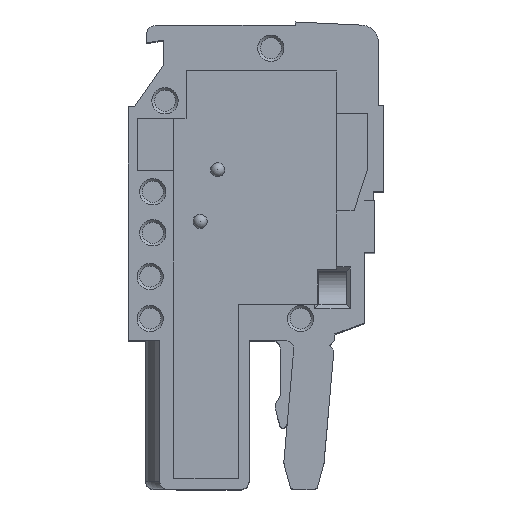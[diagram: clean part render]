
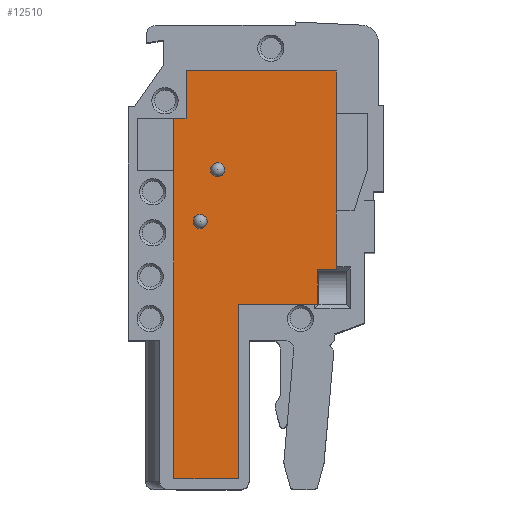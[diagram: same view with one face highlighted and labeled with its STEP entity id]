
A CAD part, top view. The second image highlights one B-rep face of the part: STEP entity #12510.
In plain terms, the highlighted planar face has unit normal (0, 0, 1).
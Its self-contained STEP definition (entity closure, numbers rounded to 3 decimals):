
#882=LINE('',#19408,#2338);
#901=LINE('',#19447,#2357);
#907=LINE('',#19459,#2363);
#912=LINE('',#19470,#2368);
#915=LINE('',#19476,#2371);
#919=LINE('',#19485,#2375);
#921=LINE('',#19489,#2377);
#925=LINE('',#19497,#2381);
#928=LINE('',#19502,#2384);
#930=LINE('',#19505,#2386);
#1041=LINE('',#19748,#2497);
#1043=LINE('',#19751,#2499);
#1044=LINE('',#19753,#2500);
#2338=VECTOR('',#15667,1000.);
#2357=VECTOR('',#15698,1000.);
#2363=VECTOR('',#15710,1000.);
#2368=VECTOR('',#15717,1000.);
#2371=VECTOR('',#15722,1000.);
#2375=VECTOR('',#15728,1000.);
#2377=VECTOR('',#15732,1000.);
#2381=VECTOR('',#15738,1000.);
#2384=VECTOR('',#15743,1000.);
#2386=VECTOR('',#15747,1000.);
#2497=VECTOR('',#15956,1000.);
#2499=VECTOR('',#15960,1000.);
#2500=VECTOR('',#15961,1000.);
#3326=PLANE('',#13444);
#5651=ORIENTED_EDGE('',*,*,#8076,.F.);
#5652=ORIENTED_EDGE('',*,*,#8131,.T.);
#5653=ORIENTED_EDGE('',*,*,#8083,.T.);
#5654=ORIENTED_EDGE('',*,*,#8122,.T.);
#5655=ORIENTED_EDGE('',*,*,#8129,.T.);
#5656=ORIENTED_EDGE('',*,*,#8126,.T.);
#5657=ORIENTED_EDGE('',*,*,#8120,.T.);
#5658=ORIENTED_EDGE('',*,*,#8253,.T.);
#5659=ORIENTED_EDGE('',*,*,#8254,.T.);
#5660=ORIENTED_EDGE('',*,*,#8108,.T.);
#5661=ORIENTED_EDGE('',*,*,#8102,.T.);
#5662=ORIENTED_EDGE('',*,*,#8251,.T.);
#5663=ORIENTED_EDGE('',*,*,#8116,.T.);
#5664=ORIENTED_EDGE('',*,*,#8113,.T.);
#5665=ORIENTED_EDGE('',*,*,#8255,.F.);
#8076=EDGE_CURVE('',#9555,#9555,#10201,.T.);
#8083=EDGE_CURVE('',#9560,#9561,#882,.T.);
#8102=EDGE_CURVE('',#9573,#9574,#901,.T.);
#8108=EDGE_CURVE('',#9577,#9573,#907,.T.);
#8113=EDGE_CURVE('',#9582,#9581,#912,.T.);
#8116=EDGE_CURVE('',#9584,#9582,#915,.T.);
#8120=EDGE_CURVE('',#9588,#9587,#919,.T.);
#8122=EDGE_CURVE('',#9561,#9589,#921,.T.);
#8126=EDGE_CURVE('',#9592,#9588,#925,.T.);
#8129=EDGE_CURVE('',#9589,#9592,#928,.T.);
#8131=EDGE_CURVE('',#9581,#9560,#930,.T.);
#8251=EDGE_CURVE('',#9574,#9584,#1041,.T.);
#8253=EDGE_CURVE('',#9587,#9672,#1043,.T.);
#8254=EDGE_CURVE('',#9672,#9577,#1044,.T.);
#8255=EDGE_CURVE('',#9673,#9673,#10210,.T.);
#9555=VERTEX_POINT('',#19394);
#9560=VERTEX_POINT('',#19409);
#9561=VERTEX_POINT('',#19410);
#9573=VERTEX_POINT('',#19444);
#9574=VERTEX_POINT('',#19448);
#9577=VERTEX_POINT('',#19460);
#9581=VERTEX_POINT('',#19469);
#9582=VERTEX_POINT('',#19471);
#9584=VERTEX_POINT('',#19477);
#9587=VERTEX_POINT('',#19484);
#9588=VERTEX_POINT('',#19486);
#9589=VERTEX_POINT('',#19490);
#9592=VERTEX_POINT('',#19498);
#9672=VERTEX_POINT('',#19752);
#9673=VERTEX_POINT('',#19755);
#10201=CIRCLE('',#13375,0.403);
#10210=CIRCLE('',#13445,0.403);
#10836=EDGE_LOOP('',(#5651));
#10837=EDGE_LOOP('',(#5652,#5653,#5654,#5655,#5656,#5657,#5658,#5659,#5660,
#5661,#5662,#5663,#5664));
#10838=EDGE_LOOP('',(#5665));
#11716=FACE_BOUND('',#10836,.T.);
#11717=FACE_BOUND('',#10837,.T.);
#11718=FACE_BOUND('',#10838,.T.);
#12510=ADVANCED_FACE('',(#11716,#11717,#11718),#3326,.T.);
#13375=AXIS2_PLACEMENT_3D('',#19393,#15653,#15654);
#13444=AXIS2_PLACEMENT_3D('',#19750,#15958,#15959);
#13445=AXIS2_PLACEMENT_3D('',#19754,#15962,#15963);
#15653=DIRECTION('',(0.,0.,1.));
#15654=DIRECTION('',(1.,0.,0.));
#15667=DIRECTION('',(0.,-1.,0.));
#15698=DIRECTION('',(0.,1.,0.));
#15710=DIRECTION('',(0.,1.,0.));
#15717=DIRECTION('',(0.,-1.,0.));
#15722=DIRECTION('',(-1.,0.,0.));
#15728=DIRECTION('',(1.,0.,0.));
#15732=DIRECTION('',(0.,-1.,0.));
#15738=DIRECTION('',(0.,1.,0.));
#15743=DIRECTION('',(1.,0.,0.));
#15747=DIRECTION('',(-1.,0.,0.));
#15956=DIRECTION('',(0.,1.,0.));
#15958=DIRECTION('',(0.,0.,1.));
#15959=DIRECTION('',(1.,0.,0.));
#15960=DIRECTION('',(0.,1.,0.));
#15961=DIRECTION('',(1.,0.,0.));
#15962=DIRECTION('',(0.,0.,1.));
#15963=DIRECTION('',(1.,0.,0.));
#19393=CARTESIAN_POINT('',(-14.03,18.25,7.351));
#19394=CARTESIAN_POINT('',(-13.627,18.25,7.351));
#19408=CARTESIAN_POINT('',(-16.533,21.2,7.351));
#19409=CARTESIAN_POINT('',(-16.533,21.2,7.351));
#19410=CARTESIAN_POINT('',(-16.533,18.2,7.351));
#19444=CARTESIAN_POINT('',(-7.233,15.9,7.351));
#19447=CARTESIAN_POINT('',(-7.233,12.55,7.351));
#19448=CARTESIAN_POINT('',(-7.233,21.45,7.351));
#19459=CARTESIAN_POINT('',(-7.233,12.55,7.351));
#19460=CARTESIAN_POINT('',(-7.233,12.55,7.351));
#19469=CARTESIAN_POINT('',(-15.833,21.2,7.351));
#19470=CARTESIAN_POINT('',(-15.833,23.9,7.351));
#19471=CARTESIAN_POINT('',(-15.833,23.9,7.351));
#19476=CARTESIAN_POINT('',(-7.233,23.9,7.351));
#19477=CARTESIAN_POINT('',(-7.233,23.9,7.351));
#19484=CARTESIAN_POINT('',(-8.333,10.55,7.351));
#19485=CARTESIAN_POINT('',(-12.833,10.55,7.351));
#19486=CARTESIAN_POINT('',(-12.833,10.55,7.351));
#19489=CARTESIAN_POINT('',(-16.533,21.2,7.351));
#19490=CARTESIAN_POINT('',(-16.533,0.6,7.351));
#19497=CARTESIAN_POINT('',(-12.833,0.6,7.351));
#19498=CARTESIAN_POINT('',(-12.833,0.6,7.351));
#19502=CARTESIAN_POINT('',(-16.533,0.6,7.351));
#19505=CARTESIAN_POINT('',(-15.833,21.2,7.351));
#19748=CARTESIAN_POINT('',(-7.233,12.55,7.351));
#19750=CARTESIAN_POINT('',(-16.533,21.2,7.351));
#19751=CARTESIAN_POINT('',(-8.333,10.55,7.351));
#19752=CARTESIAN_POINT('',(-8.333,12.55,7.351));
#19753=CARTESIAN_POINT('',(-8.333,12.55,7.351));
#19754=CARTESIAN_POINT('',(-15.03,15.3,7.351));
#19755=CARTESIAN_POINT('',(-14.627,15.3,7.351));
